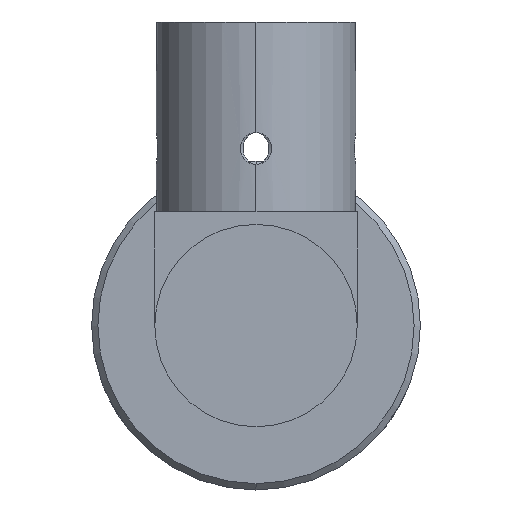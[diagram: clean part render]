
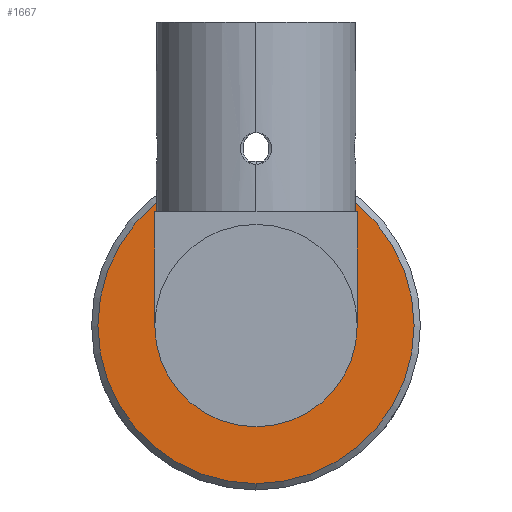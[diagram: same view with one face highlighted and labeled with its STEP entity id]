
A CAD part, left-side view. The second image highlights one B-rep face of the part: STEP entity #1667.
In plain terms, the highlighted planar face has unit normal (-1, 0, 0).
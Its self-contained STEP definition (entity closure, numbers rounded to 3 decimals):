
#96 = DIRECTION ( 'NONE',  ( 1., 0., 0. ) ) ;
#99 = DIRECTION ( 'NONE',  ( 1., 0., 0. ) ) ;
#135 = VERTEX_POINT ( 'NONE', #267 ) ;
#145 = AXIS2_PLACEMENT_3D ( 'NONE', #798, #96, #2005 ) ;
#204 = CARTESIAN_POINT ( 'NONE',  ( -10.5, 0., 0. ) ) ;
#267 = CARTESIAN_POINT ( 'NONE',  ( -10.5, 0., 12.5 ) ) ;
#343 = DIRECTION ( 'NONE',  ( 0., 0., -1. ) ) ;
#359 = ORIENTED_EDGE ( 'NONE', *, *, #991, .T. ) ;
#434 = CARTESIAN_POINT ( 'NONE',  ( -10.5, 0., 0. ) ) ;
#473 = VERTEX_POINT ( 'NONE', #1081 ) ;
#512 = ORIENTED_EDGE ( 'NONE', *, *, #2180, .T. ) ;
#593 = VERTEX_POINT ( 'NONE', #848 ) ;
#675 = FACE_BOUND ( 'NONE', #2184, .T. ) ;
#798 = CARTESIAN_POINT ( 'NONE',  ( -10.5, -12.65, 12.65 ) ) ;
#813 = EDGE_CURVE ( 'NONE', #593, #135, #949, .T. ) ;
#834 = CARTESIAN_POINT ( 'NONE',  ( -10.5, 0., 0. ) ) ;
#848 = CARTESIAN_POINT ( 'NONE',  ( -10.5, 0., -12.5 ) ) ;
#949 = CIRCLE ( 'NONE', #1218, 12.5 ) ;
#991 = EDGE_CURVE ( 'NONE', #1228, #473, #1481, .T. ) ;
#1081 = CARTESIAN_POINT ( 'NONE',  ( -10.5, 0., -8. ) ) ;
#1101 = AXIS2_PLACEMENT_3D ( 'NONE', #204, #1909, #1508 ) ;
#1116 = EDGE_CURVE ( 'NONE', #135, #593, #2074, .T. ) ;
#1218 = AXIS2_PLACEMENT_3D ( 'NONE', #2259, #2058, #343 ) ;
#1228 = VERTEX_POINT ( 'NONE', #1428 ) ;
#1273 = CIRCLE ( 'NONE', #1101, 8. ) ;
#1392 = DIRECTION ( 'NONE',  ( 0., 0., -1. ) ) ;
#1428 = CARTESIAN_POINT ( 'NONE',  ( -10.5, 0., 8. ) ) ;
#1481 = CIRCLE ( 'NONE', #2222, 8. ) ;
#1508 = DIRECTION ( 'NONE',  ( 0., 0., 1. ) ) ;
#1545 = DIRECTION ( 'NONE',  ( 0., 0., 1. ) ) ;
#1559 = ORIENTED_EDGE ( 'NONE', *, *, #1116, .F. ) ;
#1581 = AXIS2_PLACEMENT_3D ( 'NONE', #834, #99, #1392 ) ;
#1667 = ADVANCED_FACE ( 'NONE', ( #675, #1698 ), #1862, .F. ) ;
#1698 = FACE_OUTER_BOUND ( 'NONE', #2024, .T. ) ;
#1862 = PLANE ( 'NONE',  #145 ) ;
#1887 = ORIENTED_EDGE ( 'NONE', *, *, #813, .F. ) ;
#1909 = DIRECTION ( 'NONE',  ( 1., 0., 0. ) ) ;
#2005 = DIRECTION ( 'NONE',  ( 0., 0., -1. ) ) ;
#2024 = EDGE_LOOP ( 'NONE', ( #1887, #1559 ) ) ;
#2058 = DIRECTION ( 'NONE',  ( 1., 0., 0. ) ) ;
#2074 = CIRCLE ( 'NONE', #1581, 12.5 ) ;
#2180 = EDGE_CURVE ( 'NONE', #473, #1228, #1273, .T. ) ;
#2184 = EDGE_LOOP ( 'NONE', ( #359, #512 ) ) ;
#2222 = AXIS2_PLACEMENT_3D ( 'NONE', #434, #2327, #1545 ) ;
#2259 = CARTESIAN_POINT ( 'NONE',  ( -10.5, 0., 0. ) ) ;
#2327 = DIRECTION ( 'NONE',  ( 1., 0., 0. ) ) ;
